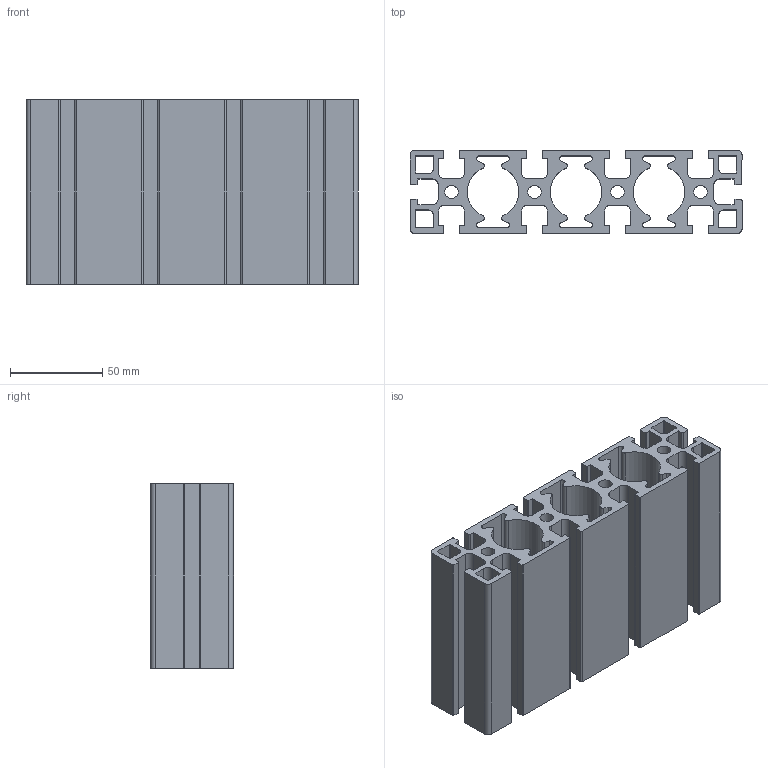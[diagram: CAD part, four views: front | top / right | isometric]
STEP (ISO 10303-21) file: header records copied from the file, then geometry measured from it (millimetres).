
FILE_DESCRIPTION(/* description */ ('Translator using VaultInventorServer'),/* implementation_level */ '2;1');
FILE_NAME(/* name */ 'BPRDD0000490_A.stp',/* time_stamp */ '2022-07-07T14:54:42+02:00',/* author */ ('fzagni'),/* organization */ (''),/* preprocessor_version */ 'ST-DEVELOPER v18.1',/* originating_system */ 'Autodesk Inventor 2022',/* authorisation */ '');
FILE_SCHEMA (('AUTOMOTIVE_DESIGN { 1 0 10303 214 3 1 1 }'));
Length unit declared in the file: millimetre
Products named in the file (1): BPRDD0000490
Bounding box: 180 x 45 x 100 mm (x, y, z)
Volume: 335166.3 mm3; surface area: 154243.1 mm2
Topology: 1 solids, 1 shells, 234 faces, 696 edges, 464 vertices
Faces by surface type: plane 120, cylinder 114
Full cylindrical faces by diameter (mm): 7.3 x4
Entity records: 7995 total; most frequent: CARTESIAN_POINT 1395, DIRECTION 1394, ORIENTED_EDGE 1392, EDGE_CURVE 696, LINE 468, VECTOR 468, VERTEX_POINT 464, AXIS2_PLACEMENT_3D 463
